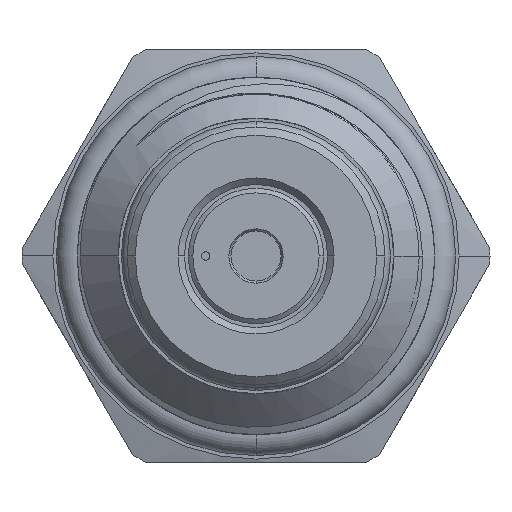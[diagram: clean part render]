
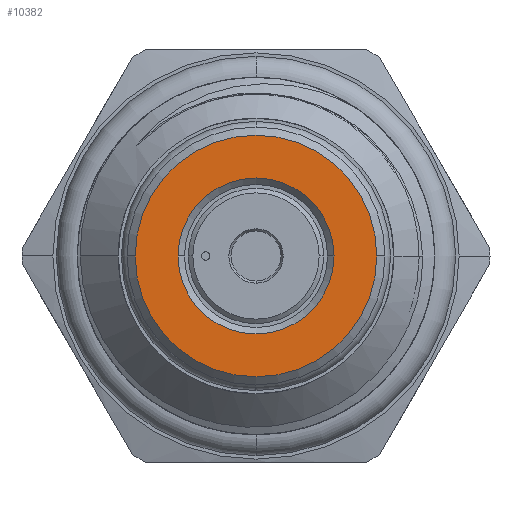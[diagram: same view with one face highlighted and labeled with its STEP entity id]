
A CAD part, left-side view. The second image highlights one B-rep face of the part: STEP entity #10382.
In plain terms, the highlighted planar face has unit normal (-1, 0, 0).
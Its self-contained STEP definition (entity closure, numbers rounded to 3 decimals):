
#193 = AXIS2_PLACEMENT_3D ( 'NONE', #4007, #8113, #9717 ) ;
#491 = CARTESIAN_POINT ( 'NONE',  ( -70.8, -7.435, 0. ) ) ;
#819 = AXIS2_PLACEMENT_3D ( 'NONE', #7160, #2179, #4683 ) ;
#910 = VERTEX_POINT ( 'NONE', #4403 ) ;
#950 = VERTEX_POINT ( 'NONE', #491 ) ;
#1206 = EDGE_CURVE ( 'NONE', #910, #950, #4711, .T. ) ;
#1222 = EDGE_CURVE ( 'NONE', #950, #910, #1229, .T. ) ;
#1229 = CIRCLE ( 'NONE', #6813, 7.435 ) ;
#1563 = AXIS2_PLACEMENT_3D ( 'NONE', #6159, #1946, #10152 ) ;
#1946 = DIRECTION ( 'NONE',  ( -1., 0., 0. ) ) ;
#2179 = DIRECTION ( 'NONE',  ( 1., 0., 0. ) ) ;
#2733 = CARTESIAN_POINT ( 'NONE',  ( -70.8, -4.8, 0. ) ) ;
#4007 = CARTESIAN_POINT ( 'NONE',  ( -70.8, 0., 0. ) ) ;
#4038 = CARTESIAN_POINT ( 'NONE',  ( -70.8, 0., 0. ) ) ;
#4076 = DIRECTION ( 'NONE',  ( -1., 0., 0. ) ) ;
#4403 = CARTESIAN_POINT ( 'NONE',  ( -70.8, 7.435, 0. ) ) ;
#4683 = DIRECTION ( 'NONE',  ( 0., 1., 0. ) ) ;
#4687 = ORIENTED_EDGE ( 'NONE', *, *, #8291, .T. ) ;
#4711 = CIRCLE ( 'NONE', #193, 7.435 ) ;
#5316 = AXIS2_PLACEMENT_3D ( 'NONE', #8152, #8976, #9782 ) ;
#5343 = EDGE_LOOP ( 'NONE', ( #9650, #5869 ) ) ;
#5869 = ORIENTED_EDGE ( 'NONE', *, *, #1206, .T. ) ;
#6159 = CARTESIAN_POINT ( 'NONE',  ( -70.8, 0., 0. ) ) ;
#6574 = EDGE_CURVE ( 'NONE', #9157, #9298, #8814, .T. ) ;
#6813 = AXIS2_PLACEMENT_3D ( 'NONE', #4038, #4076, #7332 ) ;
#7061 = CARTESIAN_POINT ( 'NONE',  ( -70.8, 4.8, 0. ) ) ;
#7160 = CARTESIAN_POINT ( 'NONE',  ( -70.8, 0., 0. ) ) ;
#7332 = DIRECTION ( 'NONE',  ( 0., 1., 0. ) ) ;
#7818 = PLANE ( 'NONE',  #1563 ) ;
#8056 = ORIENTED_EDGE ( 'NONE', *, *, #6574, .T. ) ;
#8113 = DIRECTION ( 'NONE',  ( -1., 0., 0. ) ) ;
#8152 = CARTESIAN_POINT ( 'NONE',  ( -70.8, 0., 0. ) ) ;
#8291 = EDGE_CURVE ( 'NONE', #9298, #9157, #9816, .T. ) ;
#8814 = CIRCLE ( 'NONE', #819, 4.8 ) ;
#8893 = FACE_OUTER_BOUND ( 'NONE', #5343, .T. ) ;
#8976 = DIRECTION ( 'NONE',  ( 1., 0., 0. ) ) ;
#9157 = VERTEX_POINT ( 'NONE', #2733 ) ;
#9298 = VERTEX_POINT ( 'NONE', #7061 ) ;
#9447 = EDGE_LOOP ( 'NONE', ( #4687, #8056 ) ) ;
#9650 = ORIENTED_EDGE ( 'NONE', *, *, #1222, .T. ) ;
#9717 = DIRECTION ( 'NONE',  ( 0., 1., 0. ) ) ;
#9782 = DIRECTION ( 'NONE',  ( 0., 1., 0. ) ) ;
#9816 = CIRCLE ( 'NONE', #5316, 4.8 ) ;
#10152 = DIRECTION ( 'NONE',  ( 0., 1., 0. ) ) ;
#10276 = FACE_BOUND ( 'NONE', #9447, .T. ) ;
#10382 = ADVANCED_FACE ( 'NONE', ( #10276, #8893 ), #7818, .T. ) ;
